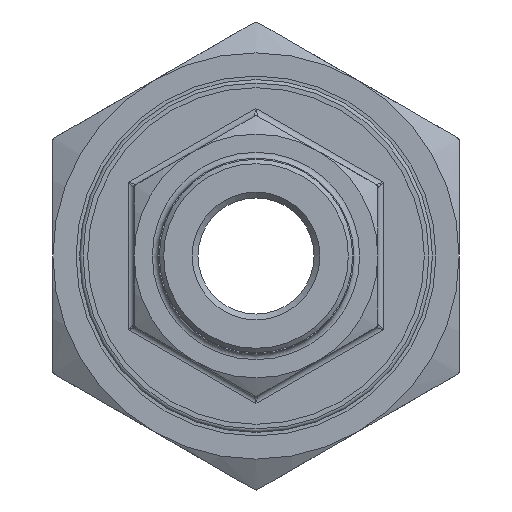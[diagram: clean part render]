
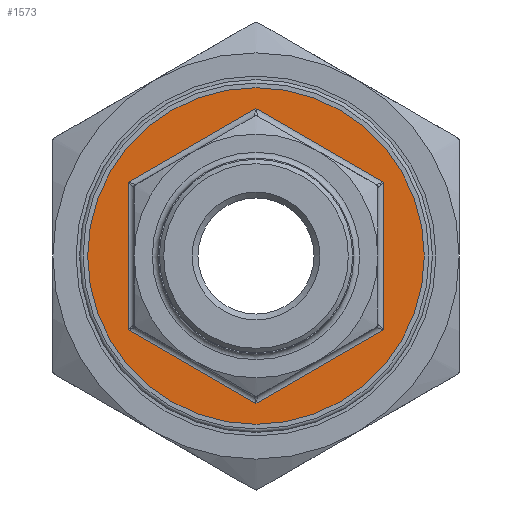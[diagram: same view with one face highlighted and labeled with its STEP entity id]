
A CAD part, front view. The second image highlights one B-rep face of the part: STEP entity #1573.
In plain terms, the highlighted planar face has unit normal (0, -1, 0).
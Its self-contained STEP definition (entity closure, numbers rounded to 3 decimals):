
#143=LINE('',#2839,#203);
#147=LINE('',#2887,#207);
#151=LINE('',#2939,#211);
#155=LINE('',#2989,#215);
#159=LINE('',#3032,#219);
#165=LINE('',#3099,#225);
#203=VECTOR('',#2084,12.702);
#207=VECTOR('',#2102,12.702);
#211=VECTOR('',#2126,12.702);
#215=VECTOR('',#2148,12.702);
#219=VECTOR('',#2168,12.702);
#225=VECTOR('',#2216,12.702);
#335=PLANE('',#1783);
#353=FACE_BOUND('',#574,.T.);
#454=FACE_OUTER_BOUND('',#573,.T.);
#573=EDGE_LOOP('',(#1380));
#574=EDGE_LOOP('',(#1381,#1382,#1383,#1384,#1385,#1386));
#663=CIRCLE('',#1784,14.5);
#768=VERTEX_POINT('',#2810);
#775=VERTEX_POINT('',#2838);
#781=VERTEX_POINT('',#2886);
#788=VERTEX_POINT('',#2938);
#794=VERTEX_POINT('',#2988);
#797=VERTEX_POINT('',#3019);
#807=VERTEX_POINT('',#3101);
#957=EDGE_CURVE('',#768,#775,#143,.T.);
#967=EDGE_CURVE('',#775,#781,#147,.T.);
#979=EDGE_CURVE('',#781,#788,#151,.T.);
#990=EDGE_CURVE('',#788,#794,#155,.T.);
#1000=EDGE_CURVE('',#794,#797,#159,.T.);
#1018=EDGE_CURVE('',#797,#768,#165,.T.);
#1019=EDGE_CURVE('',#807,#807,#663,.T.);
#1380=ORIENTED_EDGE('',*,*,#1019,.T.);
#1381=ORIENTED_EDGE('',*,*,#979,.F.);
#1382=ORIENTED_EDGE('',*,*,#967,.F.);
#1383=ORIENTED_EDGE('',*,*,#957,.F.);
#1384=ORIENTED_EDGE('',*,*,#1018,.F.);
#1385=ORIENTED_EDGE('',*,*,#1000,.F.);
#1386=ORIENTED_EDGE('',*,*,#990,.F.);
#1573=ADVANCED_FACE('',(#454,#353),#335,.T.);
#1783=AXIS2_PLACEMENT_3D('',#3100,#2217,#2218);
#1784=AXIS2_PLACEMENT_3D('',#3102,#2219,#2220);
#2084=DIRECTION('',(-0.866,0.,-0.5));
#2102=DIRECTION('',(0.,0.,-1.));
#2126=DIRECTION('',(0.866,0.,-0.5));
#2148=DIRECTION('',(0.866,0.,0.5));
#2168=DIRECTION('',(0.,0.,1.));
#2216=DIRECTION('',(-0.866,0.,0.5));
#2217=DIRECTION('center_axis',(0.,-1.,0.));
#2218=DIRECTION('ref_axis',(0.,0.,-1.));
#2219=DIRECTION('center_axis',(0.,-1.,0.));
#2220=DIRECTION('ref_axis',(1.,0.,0.));
#2810=CARTESIAN_POINT('',(0.,-7.75,12.702));
#2838=CARTESIAN_POINT('',(-11.,-7.75,6.351));
#2839=CARTESIAN_POINT('',(-8.125,-7.75,8.011));
#2886=CARTESIAN_POINT('',(-11.,-7.75,-6.351));
#2887=CARTESIAN_POINT('',(-11.,-7.75,-3.031));
#2938=CARTESIAN_POINT('',(0.,-7.75,-12.702));
#2939=CARTESIAN_POINT('',(-2.875,-7.75,-11.042));
#2988=CARTESIAN_POINT('',(11.,-7.75,-6.351));
#2989=CARTESIAN_POINT('',(8.125,-7.75,-8.011));
#3019=CARTESIAN_POINT('',(11.,-7.75,6.351));
#3032=CARTESIAN_POINT('',(11.,-7.75,3.031));
#3099=CARTESIAN_POINT('',(2.875,-7.75,11.042));
#3100=CARTESIAN_POINT('Origin',(0.,-7.75,0.));
#3101=CARTESIAN_POINT('',(-14.5,-7.75,0.));
#3102=CARTESIAN_POINT('Origin',(0.,-7.75,0.));
